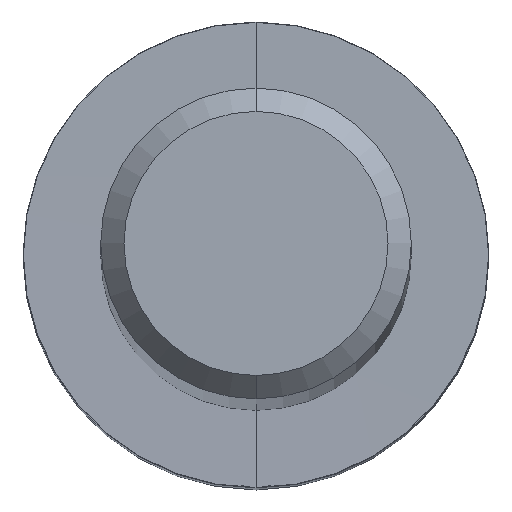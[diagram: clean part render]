
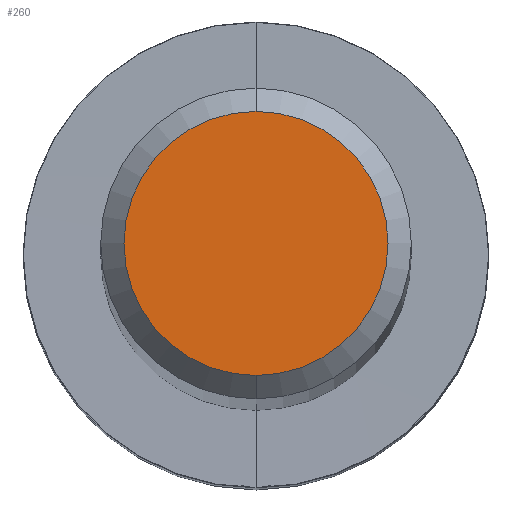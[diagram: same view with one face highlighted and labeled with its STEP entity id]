
A CAD part, top view. The second image highlights one B-rep face of the part: STEP entity #260.
In plain terms, the highlighted planar face has unit normal (0, 0, 1).
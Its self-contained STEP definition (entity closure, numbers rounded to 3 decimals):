
#172=EDGE_CURVE('',#254,#396,#442,.T.);
#234=EDGE_CURVE('',#396,#254,#512,.T.);
#254=VERTEX_POINT('',#533);
#260=ADVANCED_FACE('',(#539),#540,.T.);
#396=VERTEX_POINT('',#690);
#442=CIRCLE('',#775,1.7);
#512=CIRCLE('',#910,1.7);
#533=CARTESIAN_POINT('',(0.0,1.7,0.0));
#539=FACE_OUTER_BOUND('',#982,.T.);
#540=PLANE('',#983);
#690=CARTESIAN_POINT('',(0.,-1.7,0.0));
#775=AXIS2_PLACEMENT_3D('',#1297,#1298,#1299);
#910=AXIS2_PLACEMENT_3D('',#1392,#1393,#1394);
#982=EDGE_LOOP('',(#1412,#1413));
#983=AXIS2_PLACEMENT_3D('',#1414,#1415,#1416);
#1297=CARTESIAN_POINT('',(0.0,0.0,0.0));
#1298=DIRECTION('',(0.0,0.0,-1.0));
#1299=DIRECTION('',(0.0,1.0,0.0));
#1392=CARTESIAN_POINT('',(0.0,0.0,0.0));
#1393=DIRECTION('',(0.0,0.0,-1.0));
#1394=DIRECTION('',(0.0,1.0,0.0));
#1412=ORIENTED_EDGE('',*,*,#172,.F.);
#1413=ORIENTED_EDGE('',*,*,#234,.F.);
#1414=CARTESIAN_POINT('',(0.0,0.85,0.0));
#1415=DIRECTION('',(-0.0,0.0,1.0));
#1416=DIRECTION('',(0.0,-1.0,0.0));
